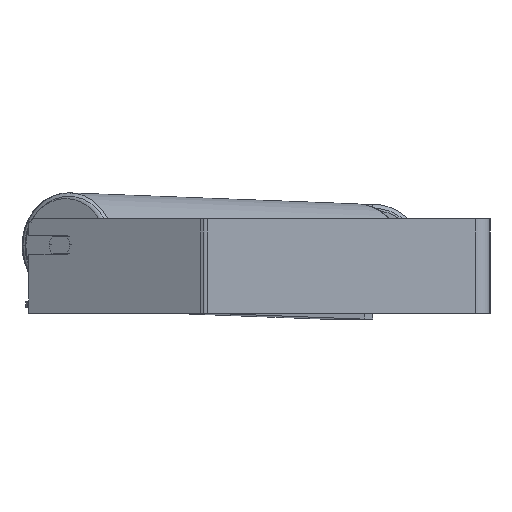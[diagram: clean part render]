
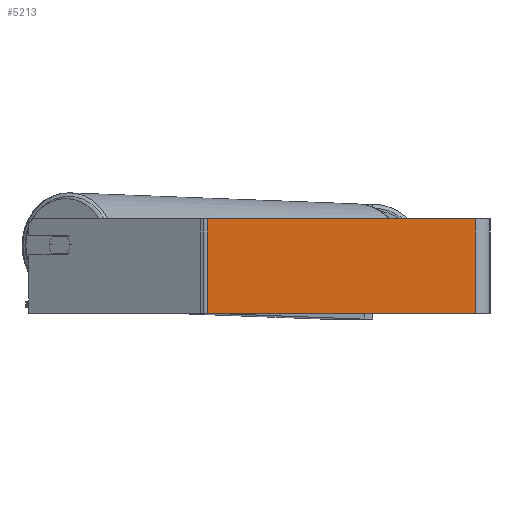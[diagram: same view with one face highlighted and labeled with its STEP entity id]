
A CAD part, left-side view. The second image highlights one B-rep face of the part: STEP entity #5213.
In plain terms, the highlighted planar face has unit normal (-1, 0, 0).
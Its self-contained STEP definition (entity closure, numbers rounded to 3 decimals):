
#29 = DIRECTION ( 'NONE',  ( 0., -1., 0. ) ) ;
#79 = ORIENTED_EDGE ( 'NONE', *, *, #3598, .F. ) ;
#166 = DIRECTION ( 'NONE',  ( 0., 0., -1. ) ) ;
#287 = VECTOR ( 'NONE', #4171, 1000. ) ;
#438 = AXIS2_PLACEMENT_3D ( 'NONE', #7297, #5024, #166 ) ;
#563 = EDGE_LOOP ( 'NONE', ( #2680, #79, #1860, #2465 ) ) ;
#656 = DIRECTION ( 'NONE',  ( 0., 0., -1. ) ) ;
#696 = LINE ( 'NONE', #4435, #6971 ) ;
#1270 = LINE ( 'NONE', #7128, #287 ) ;
#1547 = CARTESIAN_POINT ( 'NONE',  ( -800., 12., -40. ) ) ;
#1860 = ORIENTED_EDGE ( 'NONE', *, *, #5229, .F. ) ;
#2149 = EDGE_CURVE ( 'NONE', #6985, #4562, #7821, .T. ) ;
#2235 = VECTOR ( 'NONE', #656, 1000. ) ;
#2465 = ORIENTED_EDGE ( 'NONE', *, *, #9137, .T. ) ;
#2680 = ORIENTED_EDGE ( 'NONE', *, *, #2149, .T. ) ;
#3049 = CARTESIAN_POINT ( 'NONE',  ( -800., 239.869, 40. ) ) ;
#3442 = DIRECTION ( 'NONE',  ( 0., -1., 0. ) ) ;
#3598 = EDGE_CURVE ( 'NONE', #9280, #4562, #1270, .T. ) ;
#4171 = DIRECTION ( 'NONE',  ( 0., 0., -1. ) ) ;
#4256 = LINE ( 'NONE', #5022, #2235 ) ;
#4435 = CARTESIAN_POINT ( 'NONE',  ( -800., 243.085, 40. ) ) ;
#4562 = VERTEX_POINT ( 'NONE', #1547 ) ;
#5022 = CARTESIAN_POINT ( 'NONE',  ( -800., 239.869, 40. ) ) ;
#5024 = DIRECTION ( 'NONE',  ( 1., 0., 0. ) ) ;
#5213 = ADVANCED_FACE ( 'NONE', ( #7348 ), #8096, .F. ) ;
#5229 = EDGE_CURVE ( 'NONE', #5231, #9280, #696, .T. ) ;
#5231 = VERTEX_POINT ( 'NONE', #3049 ) ;
#5407 = VECTOR ( 'NONE', #3442, 1000. ) ;
#6526 = CARTESIAN_POINT ( 'NONE',  ( -800., 243.085, -40. ) ) ;
#6548 = CARTESIAN_POINT ( 'NONE',  ( -800., 239.869, -40. ) ) ;
#6769 = CARTESIAN_POINT ( 'NONE',  ( -800., 12., 40. ) ) ;
#6971 = VECTOR ( 'NONE', #29, 1000. ) ;
#6985 = VERTEX_POINT ( 'NONE', #6548 ) ;
#7128 = CARTESIAN_POINT ( 'NONE',  ( -800., 12., 40. ) ) ;
#7297 = CARTESIAN_POINT ( 'NONE',  ( -800., 243.085, 40. ) ) ;
#7348 = FACE_OUTER_BOUND ( 'NONE', #563, .T. ) ;
#7821 = LINE ( 'NONE', #6526, #5407 ) ;
#8096 = PLANE ( 'NONE',  #438 ) ;
#9137 = EDGE_CURVE ( 'NONE', #5231, #6985, #4256, .T. ) ;
#9280 = VERTEX_POINT ( 'NONE', #6769 ) ;
